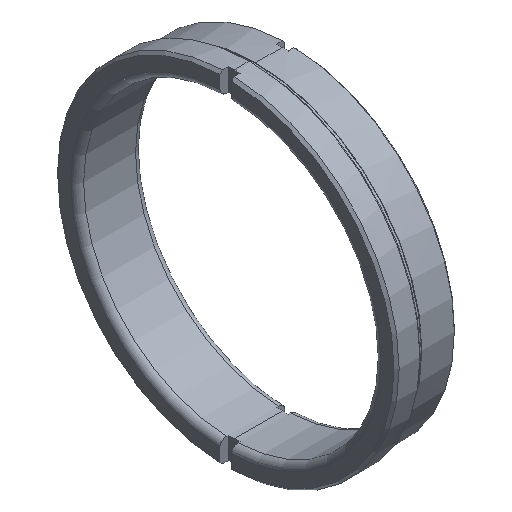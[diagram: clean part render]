
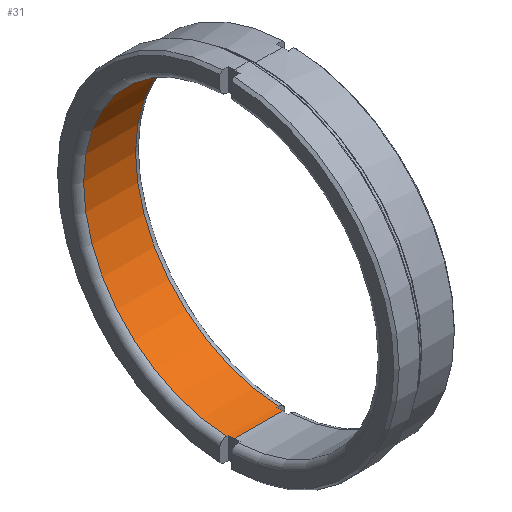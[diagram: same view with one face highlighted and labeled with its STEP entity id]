
A CAD part, isometric view. The second image highlights one B-rep face of the part: STEP entity #31.
In plain terms, the highlighted cylindrical face has radius 11.45 mm (diameter 22.9 mm), a partial arc.
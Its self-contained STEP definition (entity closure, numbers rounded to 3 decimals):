
#27 = VERTEX_POINT ( 'NONE', #875 ) ;
#31 = ADVANCED_FACE ( 'NONE', ( #136 ), #446, .F. ) ;
#38 = LINE ( 'NONE', #544, #224 ) ;
#40 = CARTESIAN_POINT ( 'NONE',  ( 0.5, 0.45, -11.441 ) ) ;
#46 = CARTESIAN_POINT ( 'NONE',  ( 4.35, 0., 0. ) ) ;
#61 = ORIENTED_EDGE ( 'NONE', *, *, #1329, .T. ) ;
#62 = DIRECTION ( 'NONE',  ( 1., 0., 0. ) ) ;
#74 = VECTOR ( 'NONE', #1180, 1000. ) ;
#90 = DIRECTION ( 'NONE',  ( 1., 0., 0. ) ) ;
#109 = EDGE_CURVE ( 'NONE', #1259, #1103, #575, .T. ) ;
#117 = ORIENTED_EDGE ( 'NONE', *, *, #475, .F. ) ;
#124 = CARTESIAN_POINT ( 'NONE',  ( 4.35, 0.45, -11.441 ) ) ;
#136 = FACE_OUTER_BOUND ( 'NONE', #465, .T. ) ;
#157 = CARTESIAN_POINT ( 'NONE',  ( 0.65, 0., 11.45 ) ) ;
#184 = VERTEX_POINT ( 'NONE', #800 ) ;
#224 = VECTOR ( 'NONE', #335, 1000. ) ;
#267 = ORIENTED_EDGE ( 'NONE', *, *, #953, .F. ) ;
#268 = DIRECTION ( 'NONE',  ( -1., 0., 0. ) ) ;
#269 = EDGE_CURVE ( 'NONE', #682, #1227, #909, .T. ) ;
#285 = VECTOR ( 'NONE', #1314, 1000. ) ;
#301 = CARTESIAN_POINT ( 'NONE',  ( 0., 0.45, -11.441 ) ) ;
#308 = AXIS2_PLACEMENT_3D ( 'NONE', #596, #268, #904 ) ;
#316 = VERTEX_POINT ( 'NONE', #124 ) ;
#335 = DIRECTION ( 'NONE',  ( -1., 0., 0. ) ) ;
#342 = CARTESIAN_POINT ( 'NONE',  ( 0., 0., 0. ) ) ;
#349 = CARTESIAN_POINT ( 'NONE',  ( 4.35, 0.45, 11.441 ) ) ;
#354 = DIRECTION ( 'NONE',  ( -1., 0., 0. ) ) ;
#412 = CARTESIAN_POINT ( 'NONE',  ( 0.5, 0., 0. ) ) ;
#433 = ORIENTED_EDGE ( 'NONE', *, *, #855, .T. ) ;
#441 = AXIS2_PLACEMENT_3D ( 'NONE', #412, #842, #746 ) ;
#446 = CYLINDRICAL_SURFACE ( 'NONE', #1082, 11.45 ) ;
#454 = EDGE_CURVE ( 'NONE', #585, #1103, #1293, .T. ) ;
#455 = DIRECTION ( 'NONE',  ( -1., 0., 0. ) ) ;
#465 = EDGE_LOOP ( 'NONE', ( #267, #1344, #849, #595, #1330, #117, #699, #645, #61, #433, #1218, #1152 ) ) ;
#475 = EDGE_CURVE ( 'NONE', #1259, #893, #1316, .T. ) ;
#531 = AXIS2_PLACEMENT_3D ( 'NONE', #616, #90, #537 ) ;
#537 = DIRECTION ( 'NONE',  ( 0., 0., 1. ) ) ;
#544 = CARTESIAN_POINT ( 'NONE',  ( 0., 0.45, 11.441 ) ) ;
#549 = EDGE_CURVE ( 'NONE', #316, #184, #1150, .T. ) ;
#552 = DIRECTION ( 'NONE',  ( -1., 0., 0. ) ) ;
#556 = AXIS2_PLACEMENT_3D ( 'NONE', #1188, #878, #1287 ) ;
#575 = LINE ( 'NONE', #1097, #74 ) ;
#576 = VECTOR ( 'NONE', #552, 1000. ) ;
#585 = VERTEX_POINT ( 'NONE', #998 ) ;
#595 = ORIENTED_EDGE ( 'NONE', *, *, #1269, .T. ) ;
#596 = CARTESIAN_POINT ( 'NONE',  ( 4.35, 0., 0. ) ) ;
#613 = EDGE_CURVE ( 'NONE', #979, #893, #806, .T. ) ;
#616 = CARTESIAN_POINT ( 'NONE',  ( 4.5, 0., 0. ) ) ;
#627 = CARTESIAN_POINT ( 'NONE',  ( 0.65, 0., -11.45 ) ) ;
#637 = DIRECTION ( 'NONE',  ( 1., 0., 0. ) ) ;
#640 = CARTESIAN_POINT ( 'NONE',  ( 0.65, 0.45, -11.441 ) ) ;
#645 = ORIENTED_EDGE ( 'NONE', *, *, #454, .F. ) ;
#649 = CARTESIAN_POINT ( 'NONE',  ( 0., 0.45, -11.441 ) ) ;
#677 = AXIS2_PLACEMENT_3D ( 'NONE', #46, #455, #1292 ) ;
#682 = VERTEX_POINT ( 'NONE', #627 ) ;
#689 = CARTESIAN_POINT ( 'NONE',  ( 0., 0.45, 11.441 ) ) ;
#695 = VECTOR ( 'NONE', #637, 1000. ) ;
#699 = ORIENTED_EDGE ( 'NONE', *, *, #109, .T. ) ;
#746 = DIRECTION ( 'NONE',  ( 0., 0., -1. ) ) ;
#784 = CARTESIAN_POINT ( 'NONE',  ( 0., 0., -11.45 ) ) ;
#791 = EDGE_CURVE ( 'NONE', #1052, #1227, #950, .T. ) ;
#800 = CARTESIAN_POINT ( 'NONE',  ( 4.35, 0., -11.45 ) ) ;
#806 = LINE ( 'NONE', #689, #285 ) ;
#834 = LINE ( 'NONE', #301, #1100 ) ;
#842 = DIRECTION ( 'NONE',  ( -1., 0., 0. ) ) ;
#849 = ORIENTED_EDGE ( 'NONE', *, *, #1237, .T. ) ;
#855 = EDGE_CURVE ( 'NONE', #27, #1052, #1275, .T. ) ;
#856 = DIRECTION ( 'NONE',  ( 1., 0., 0. ) ) ;
#864 = CARTESIAN_POINT ( 'NONE',  ( 4.5, 0.45, 11.441 ) ) ;
#875 = CARTESIAN_POINT ( 'NONE',  ( 0.5, 0.45, 11.441 ) ) ;
#878 = DIRECTION ( 'NONE',  ( 1., 0., 0. ) ) ;
#882 = LINE ( 'NONE', #784, #576 ) ;
#893 = VERTEX_POINT ( 'NONE', #349 ) ;
#904 = DIRECTION ( 'NONE',  ( 0., 0., -1. ) ) ;
#909 = CIRCLE ( 'NONE', #929, 11.45 ) ;
#929 = AXIS2_PLACEMENT_3D ( 'NONE', #1105, #62, #1008 ) ;
#950 = LINE ( 'NONE', #649, #695 ) ;
#953 = EDGE_CURVE ( 'NONE', #184, #682, #882, .T. ) ;
#960 = VERTEX_POINT ( 'NONE', #1079 ) ;
#972 = CIRCLE ( 'NONE', #531, 11.45 ) ;
#979 = VERTEX_POINT ( 'NONE', #864 ) ;
#998 = CARTESIAN_POINT ( 'NONE',  ( 0.65, 0.45, 11.441 ) ) ;
#1008 = DIRECTION ( 'NONE',  ( 0., 0., 1. ) ) ;
#1052 = VERTEX_POINT ( 'NONE', #40 ) ;
#1079 = CARTESIAN_POINT ( 'NONE',  ( 4.5, 0.45, -11.441 ) ) ;
#1082 = AXIS2_PLACEMENT_3D ( 'NONE', #342, #354, #1284 ) ;
#1097 = CARTESIAN_POINT ( 'NONE',  ( 0., 0., 11.45 ) ) ;
#1100 = VECTOR ( 'NONE', #856, 1000. ) ;
#1103 = VERTEX_POINT ( 'NONE', #157 ) ;
#1105 = CARTESIAN_POINT ( 'NONE',  ( 0.65, 0., 0. ) ) ;
#1134 = CARTESIAN_POINT ( 'NONE',  ( 4.35, 0., 11.45 ) ) ;
#1150 = CIRCLE ( 'NONE', #308, 11.45 ) ;
#1152 = ORIENTED_EDGE ( 'NONE', *, *, #269, .F. ) ;
#1180 = DIRECTION ( 'NONE',  ( -1., 0., 0. ) ) ;
#1188 = CARTESIAN_POINT ( 'NONE',  ( 0.65, 0., 0. ) ) ;
#1218 = ORIENTED_EDGE ( 'NONE', *, *, #791, .T. ) ;
#1227 = VERTEX_POINT ( 'NONE', #640 ) ;
#1237 = EDGE_CURVE ( 'NONE', #316, #960, #834, .T. ) ;
#1259 = VERTEX_POINT ( 'NONE', #1134 ) ;
#1269 = EDGE_CURVE ( 'NONE', #960, #979, #972, .T. ) ;
#1275 = CIRCLE ( 'NONE', #441, 11.45 ) ;
#1284 = DIRECTION ( 'NONE',  ( 0., 0., 1. ) ) ;
#1287 = DIRECTION ( 'NONE',  ( 0., 0., 1. ) ) ;
#1292 = DIRECTION ( 'NONE',  ( 0., 0., -1. ) ) ;
#1293 = CIRCLE ( 'NONE', #556, 11.45 ) ;
#1314 = DIRECTION ( 'NONE',  ( -1., 0., 0. ) ) ;
#1316 = CIRCLE ( 'NONE', #677, 11.45 ) ;
#1329 = EDGE_CURVE ( 'NONE', #585, #27, #38, .T. ) ;
#1330 = ORIENTED_EDGE ( 'NONE', *, *, #613, .T. ) ;
#1344 = ORIENTED_EDGE ( 'NONE', *, *, #549, .F. ) ;
